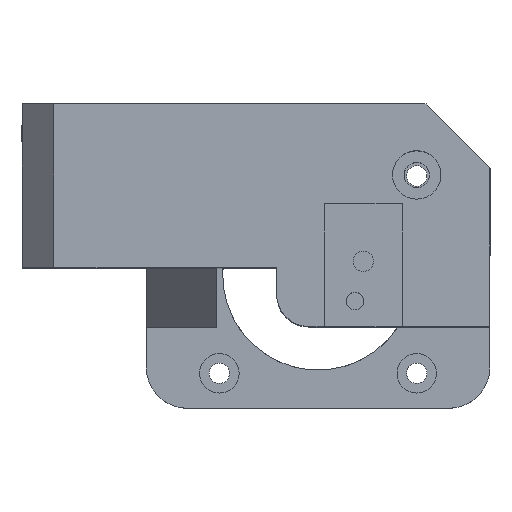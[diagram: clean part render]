
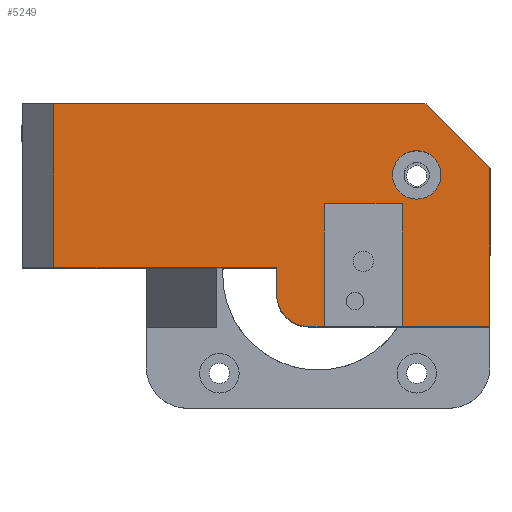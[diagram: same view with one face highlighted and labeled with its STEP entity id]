
A CAD part, top view. The second image highlights one B-rep face of the part: STEP entity #5249.
In plain terms, the highlighted planar face has unit normal (0, 0, 1).
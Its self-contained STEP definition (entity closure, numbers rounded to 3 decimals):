
#24 = VERTEX_POINT('',#25);
#25 = CARTESIAN_POINT('',(291.861,995.528,
    47.945));
#40 = VERTEX_POINT('',#41);
#41 = CARTESIAN_POINT('',(291.861,976.278,47.945));
#47 = EDGE_CURVE('',#24,#40,#48,.T.);
#48 = LINE('',#49,#50);
#49 = CARTESIAN_POINT('',(291.861,996.528,
    47.945));
#50 = VECTOR('',#51,1.);
#51 = DIRECTION('',(0.,-1.,0.));
#70 = EDGE_CURVE('',#24,#71,#73,.T.);
#71 = VERTEX_POINT('',#72);
#72 = CARTESIAN_POINT('',(279.651,995.528,47.945)
  );
#73 = LINE('',#74,#75);
#74 = CARTESIAN_POINT('',(279.656,995.528,47.945)
  );
#75 = VECTOR('',#76,1.);
#76 = DIRECTION('',(-1.,0.,0.));
#139 = VERTEX_POINT('',#140);
#140 = CARTESIAN_POINT('',(279.651,976.278,47.945));
#148 = EDGE_CURVE('',#71,#139,#149,.T.);
#149 = LINE('',#150,#151);
#150 = CARTESIAN_POINT('',(279.651,991.676,47.945));
#151 = VECTOR('',#152,1.);
#152 = DIRECTION('',(0.,-1.,0.));
#187 = EDGE_CURVE('',#188,#190,#192,.T.);
#188 = VERTEX_POINT('',#189);
#189 = CARTESIAN_POINT('',(272.141,981.278,47.945
    ));
#190 = VERTEX_POINT('',#191);
#191 = CARTESIAN_POINT('',(277.141,976.278,47.945
    ));
#192 = CIRCLE('',#193,5.);
#193 = AXIS2_PLACEMENT_3D('',#194,#195,#196);
#194 = CARTESIAN_POINT('',(277.141,981.278,47.945
    ));
#195 = DIRECTION('',(0.,0.,1.));
#196 = DIRECTION('',(1.,0.,0.));
#239 = VERTEX_POINT('',#240);
#240 = CARTESIAN_POINT('',(272.141,985.528,47.945)
  );
#246 = EDGE_CURVE('',#188,#239,#247,.T.);
#247 = LINE('',#248,#249);
#248 = CARTESIAN_POINT('',(272.141,976.278,
    47.945));
#249 = VECTOR('',#250,1.);
#250 = DIRECTION('',(0.,1.,0.));
#277 = EDGE_CURVE('',#278,#239,#280,.T.);
#278 = VERTEX_POINT('',#279);
#279 = CARTESIAN_POINT('',(237.141,985.528,47.945));
#280 = LINE('',#281,#282);
#281 = CARTESIAN_POINT('',(279.921,985.528,47.945));
#282 = VECTOR('',#283,1.);
#283 = DIRECTION('',(1.,0.,0.));
#511 = EDGE_CURVE('',#278,#512,#514,.T.);
#512 = VERTEX_POINT('',#513);
#513 = CARTESIAN_POINT('',(237.141,1011.278,
    47.945));
#514 = LINE('',#515,#516);
#515 = CARTESIAN_POINT('',(237.141,985.528,47.945));
#516 = VECTOR('',#517,1.);
#517 = DIRECTION('',(0.,1.,0.));
#558 = EDGE_CURVE('',#559,#512,#561,.T.);
#559 = VERTEX_POINT('',#560);
#560 = CARTESIAN_POINT('',(295.176,1011.278,47.945));
#561 = LINE('',#562,#563);
#562 = CARTESIAN_POINT('',(233.741,1011.278,47.945));
#563 = VECTOR('',#564,1.);
#564 = DIRECTION('',(-1.,0.,0.));
#566 = EDGE_CURVE('',#567,#559,#569,.T.);
#567 = VERTEX_POINT('',#568);
#568 = CARTESIAN_POINT('',(295.59,1011.278,47.945));
#569 = LINE('',#570,#571);
#570 = CARTESIAN_POINT('',(274.688,1011.278,47.945));
#571 = VECTOR('',#572,1.);
#572 = DIRECTION('',(-1.,0.,0.));
#618 = EDGE_CURVE('',#619,#621,#623,.T.);
#619 = VERTEX_POINT('',#620);
#620 = CARTESIAN_POINT('',(305.641,1001.228,47.945));
#621 = VERTEX_POINT('',#622);
#622 = CARTESIAN_POINT('',(295.883,1010.985,47.945));
#623 = LINE('',#624,#625);
#624 = CARTESIAN_POINT('',(305.641,1001.228,47.945));
#625 = VECTOR('',#626,1.);
#626 = DIRECTION('',(-0.707,0.707,0.));
#651 = EDGE_CURVE('',#567,#621,#652,.T.);
#652 = LINE('',#653,#654);
#653 = CARTESIAN_POINT('',(288.849,1018.02,47.945));
#654 = VECTOR('',#655,1.);
#655 = DIRECTION('',(0.707,-0.707,0.));
#666 = EDGE_CURVE('',#619,#667,#669,.T.);
#667 = VERTEX_POINT('',#668);
#668 = CARTESIAN_POINT('',(305.641,976.278,47.945));
#669 = LINE('',#670,#671);
#670 = CARTESIAN_POINT('',(305.641,991.676,47.945));
#671 = VECTOR('',#672,1.);
#672 = DIRECTION('',(0.,-1.,0.));
#4153 = EDGE_CURVE('',#4154,#4154,#4156,.T.);
#4154 = VERTEX_POINT('',#4155);
#4155 = CARTESIAN_POINT('',(297.941,1000.078,47.945));
#4156 = CIRCLE('',#4157,3.8);
#4157 = AXIS2_PLACEMENT_3D('',#4158,#4159,#4160);
#4158 = CARTESIAN_POINT('',(294.141,1000.078,47.945));
#4159 = DIRECTION('',(0.,0.,1.));
#4160 = DIRECTION('',(1.,0.,0.));
#5249 = ADVANCED_FACE('',(#5250,#5276),#5279,.T.);
#5250 = FACE_BOUND('',#5251,.T.);
#5251 = EDGE_LOOP('',(#5252,#5253,#5254,#5255,#5256,#5257,#5258,#5259,
    #5265,#5266,#5267,#5268,#5274,#5275));
#5252 = ORIENTED_EDGE('',*,*,#651,.F.);
#5253 = ORIENTED_EDGE('',*,*,#566,.T.);
#5254 = ORIENTED_EDGE('',*,*,#558,.T.);
#5255 = ORIENTED_EDGE('',*,*,#511,.F.);
#5256 = ORIENTED_EDGE('',*,*,#277,.T.);
#5257 = ORIENTED_EDGE('',*,*,#246,.F.);
#5258 = ORIENTED_EDGE('',*,*,#187,.T.);
#5259 = ORIENTED_EDGE('',*,*,#5260,.T.);
#5260 = EDGE_CURVE('',#190,#139,#5261,.T.);
#5261 = LINE('',#5262,#5263);
#5262 = CARTESIAN_POINT('',(257.641,976.278,
    47.945));
#5263 = VECTOR('',#5264,1.);
#5264 = DIRECTION('',(1.,0.,0.));
#5265 = ORIENTED_EDGE('',*,*,#148,.F.);
#5266 = ORIENTED_EDGE('',*,*,#70,.F.);
#5267 = ORIENTED_EDGE('',*,*,#47,.T.);
#5268 = ORIENTED_EDGE('',*,*,#5269,.F.);
#5269 = EDGE_CURVE('',#667,#40,#5270,.T.);
#5270 = LINE('',#5271,#5272);
#5271 = CARTESIAN_POINT('',(291.856,976.278,47.945));
#5272 = VECTOR('',#5273,1.);
#5273 = DIRECTION('',(-1.,0.,0.));
#5274 = ORIENTED_EDGE('',*,*,#666,.F.);
#5275 = ORIENTED_EDGE('',*,*,#618,.T.);
#5276 = FACE_BOUND('',#5277,.T.);
#5277 = EDGE_LOOP('',(#5278));
#5278 = ORIENTED_EDGE('',*,*,#4153,.F.);
#5279 = PLANE('',#5280);
#5280 = AXIS2_PLACEMENT_3D('',#5281,#5282,#5283);
#5281 = CARTESIAN_POINT('',(274.149,994.507,47.945));
#5282 = DIRECTION('',(0.,0.,1.));
#5283 = DIRECTION('',(0.,1.,0.));
